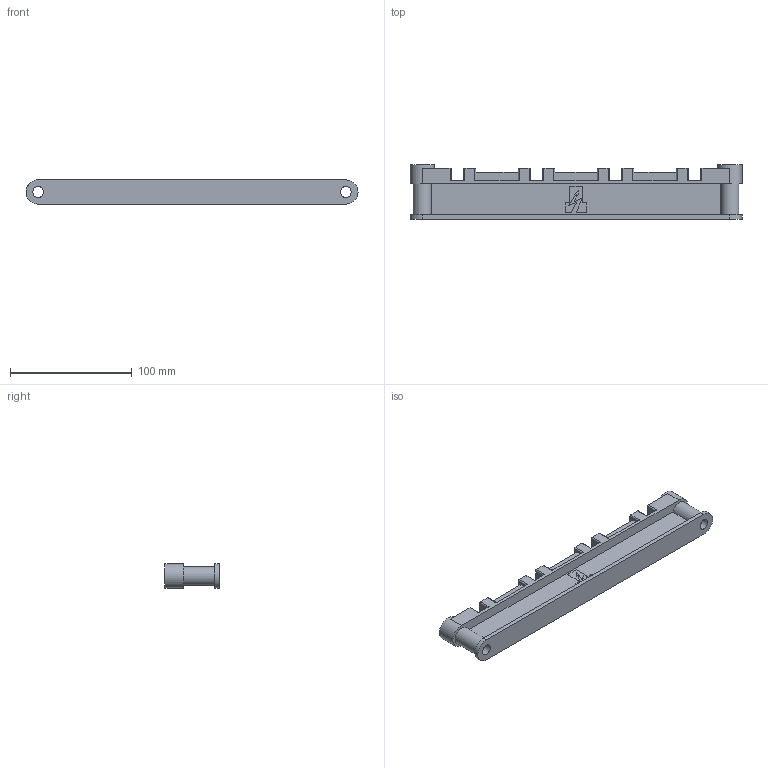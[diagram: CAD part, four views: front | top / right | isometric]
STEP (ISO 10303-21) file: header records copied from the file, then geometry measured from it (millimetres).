
FILE_DESCRIPTION(/* description */ (''),/* implementation_level */ '2;1');
FILE_NAME(/* name */ 'MXM6514NS v2.step',/* time_stamp */ '2021-06-29T09:45:03+01:00',/* author */ (''),/* organization */ (''),/* preprocessor_version */ 'ST-DEVELOPER v18.1',/* originating_system */ 'Autodesk Translation Framework v10.9.0.1377',/* authorisation */ '');
FILE_SCHEMA (('AUTOMOTIVE_DESIGN { 1 0 10303 214 3 1 1 }'));
Length unit declared in the file: millimetre
Products named in the file (1): MXM6514NS
Bounding box: 273 x 44.7 x 20 mm (x, y, z)
Volume: 80383.4 mm3; surface area: 51318.2 mm2
Topology: 1 solids, 1 shells, 206 faces, 580 edges, 386 vertices
Faces by surface type: plane 142, cylinder 64
Full cylindrical faces by diameter (mm): 9 x2, 20 x2
Entity records: 6683 total; most frequent: CARTESIAN_POINT 1173, ORIENTED_EDGE 1160, DIRECTION 1128, EDGE_CURVE 580, LINE 446, VECTOR 446, VERTEX_POINT 386, AXIS2_PLACEMENT_3D 341
